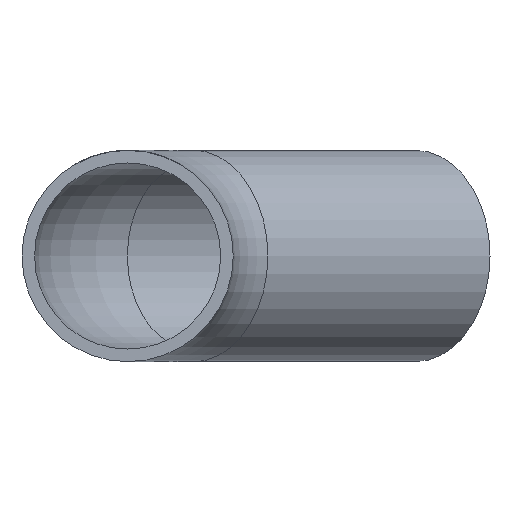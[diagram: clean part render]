
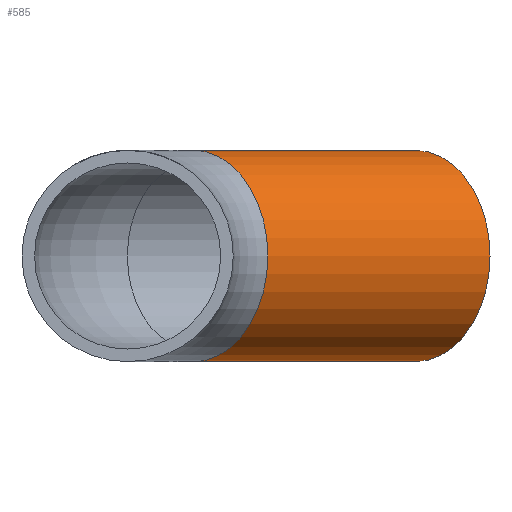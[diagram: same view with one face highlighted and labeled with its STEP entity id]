
A CAD part, front view. The second image highlights one B-rep face of the part: STEP entity #585.
In plain terms, the highlighted cylindrical face has radius 13.45 mm (diameter 26.9 mm), a full revolution.
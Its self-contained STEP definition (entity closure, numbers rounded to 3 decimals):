
#82 = ORIENTED_EDGE ( 'NONE', *, *, #2339, .F. ) ;
#169 = CIRCLE ( 'NONE', #2208, 13.45 ) ;
#278 = DIRECTION ( 'NONE',  ( 0.707, 0.707, 0. ) ) ;
#288 = CARTESIAN_POINT ( 'NONE',  ( -20.153, 60.153, 0. ) ) ;
#299 = EDGE_LOOP ( 'NONE', ( #82 ) ) ;
#442 = VERTEX_POINT ( 'NONE', #639 ) ;
#483 = DIRECTION ( 'NONE',  ( 0., 0., 1. ) ) ;
#559 = ORIENTED_EDGE ( 'NONE', *, *, #1142, .T. ) ;
#585 = ADVANCED_FACE ( 'NONE', ( #2318, #1061 ), #2533, .T. ) ;
#639 = CARTESIAN_POINT ( 'NONE',  ( 8.132, 88.437, 13.45 ) ) ;
#684 = CARTESIAN_POINT ( 'NONE',  ( -20.153, 60.153, 13.45 ) ) ;
#911 = AXIS2_PLACEMENT_3D ( 'NONE', #982, #1563, #2412 ) ;
#982 = CARTESIAN_POINT ( 'NONE',  ( 8.132, 88.437, 0. ) ) ;
#1061 = FACE_OUTER_BOUND ( 'NONE', #2430, .T. ) ;
#1091 = VERTEX_POINT ( 'NONE', #684 ) ;
#1142 = EDGE_CURVE ( 'NONE', #1091, #1091, #169, .T. ) ;
#1431 = CARTESIAN_POINT ( 'NONE',  ( -20.153, 60.153, 0. ) ) ;
#1505 = AXIS2_PLACEMENT_3D ( 'NONE', #1431, #2742, #1893 ) ;
#1563 = DIRECTION ( 'NONE',  ( 0.707, 0.707, 0. ) ) ;
#1893 = DIRECTION ( 'NONE',  ( -0.707, 0.707, 0. ) ) ;
#2208 = AXIS2_PLACEMENT_3D ( 'NONE', #288, #278, #483 ) ;
#2318 = FACE_OUTER_BOUND ( 'NONE', #299, .T. ) ;
#2339 = EDGE_CURVE ( 'NONE', #442, #442, #2509, .T. ) ;
#2412 = DIRECTION ( 'NONE',  ( 0., 0., 1. ) ) ;
#2430 = EDGE_LOOP ( 'NONE', ( #559 ) ) ;
#2509 = CIRCLE ( 'NONE', #911, 13.45 ) ;
#2533 = CYLINDRICAL_SURFACE ( 'NONE', #1505, 13.45 ) ;
#2742 = DIRECTION ( 'NONE',  ( 0.707, 0.707, 0. ) ) ;
